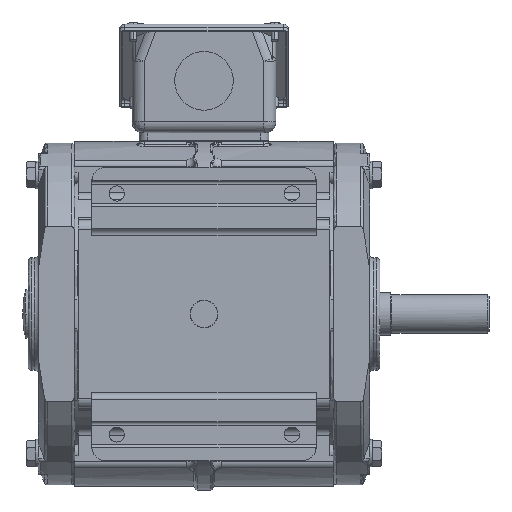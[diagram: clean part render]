
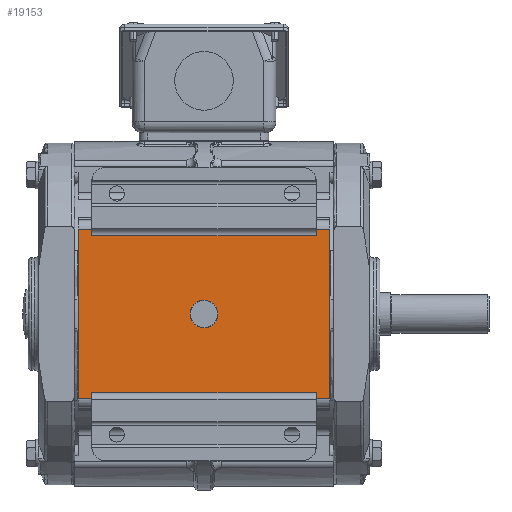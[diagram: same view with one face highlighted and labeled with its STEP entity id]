
A CAD part, front view. The second image highlights one B-rep face of the part: STEP entity #19153.
In plain terms, the highlighted planar face has unit normal (0, -1, 0).
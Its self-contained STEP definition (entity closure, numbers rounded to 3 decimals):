
#13949=CARTESIAN_POINT('Vertex',(-73.,-85.,-49.)) ;
#13952=CARTESIAN_POINT('Line Origine',(-73.,-85.,0.)) ;
#13956=CARTESIAN_POINT('Vertex',(-73.,-85.,49.)) ;
#14580=CARTESIAN_POINT('Vertex',(73.,-85.,49.)) ;
#14583=CARTESIAN_POINT('Line Origine',(73.,-85.,0.)) ;
#14587=CARTESIAN_POINT('Vertex',(73.,-85.,-49.)) ;
#18999=CARTESIAN_POINT('Vertex',(-65.,-85.,-49.)) ;
#19002=CARTESIAN_POINT('Line Origine',(75.,-85.,-49.)) ;
#19015=CARTESIAN_POINT('Axis2P3D Location',(75.,-85.,49.)) ;
#19020=CARTESIAN_POINT('Line Origine',(-65.,-85.,-47.251)) ;
#19024=CARTESIAN_POINT('Vertex',(-65.,-85.,-45.501)) ;
#19027=CARTESIAN_POINT('Line Origine',(0.,-85.,-45.501)) ;
#19031=CARTESIAN_POINT('Vertex',(65.,-85.,-45.501)) ;
#19034=CARTESIAN_POINT('Line Origine',(65.,-85.,-47.251)) ;
#19038=CARTESIAN_POINT('Vertex',(65.,-85.,-49.)) ;
#19041=CARTESIAN_POINT('Line Origine',(69.,-85.,-49.)) ;
#19046=CARTESIAN_POINT('Line Origine',(69.,-85.,49.)) ;
#19050=CARTESIAN_POINT('Vertex',(65.,-85.,49.)) ;
#19053=CARTESIAN_POINT('Line Origine',(65.,-85.,47.251)) ;
#19057=CARTESIAN_POINT('Vertex',(65.,-85.,45.501)) ;
#19060=CARTESIAN_POINT('Line Origine',(0.,-85.,45.501)) ;
#19064=CARTESIAN_POINT('Vertex',(-65.,-85.,45.501)) ;
#19067=CARTESIAN_POINT('Line Origine',(-65.,-85.,47.251)) ;
#19071=CARTESIAN_POINT('Vertex',(-65.,-85.,49.)) ;
#19074=CARTESIAN_POINT('Line Origine',(-69.,-85.,49.)) ;
#19094=CARTESIAN_POINT('Control Point',(8.,-85.,0.)) ;
#19095=CARTESIAN_POINT('Control Point',(8.,-85.,0.831)) ;
#19096=CARTESIAN_POINT('Control Point',(7.892,-85.,1.663)) ;
#19097=CARTESIAN_POINT('Control Point',(7.676,-85.,2.475)) ;
#19098=CARTESIAN_POINT('Control Point',(7.038,-85.,4.026)) ;
#19099=CARTESIAN_POINT('Control Point',(6.025,-85.,5.362)) ;
#19100=CARTESIAN_POINT('Control Point',(5.434,-85.,5.96)) ;
#19101=CARTESIAN_POINT('Control Point',(4.11,-85.,6.989)) ;
#19102=CARTESIAN_POINT('Control Point',(2.567,-85.,7.646)) ;
#19103=CARTESIAN_POINT('Control Point',(1.757,-85.,7.872)) ;
#19104=CARTESIAN_POINT('Control Point',(0.097,-85.,8.107)) ;
#19105=CARTESIAN_POINT('Control Point',(-1.568,-85.,7.911)) ;
#19106=CARTESIAN_POINT('Control Point',(-2.384,-85.,7.705)) ;
#19107=CARTESIAN_POINT('Control Point',(-3.942,-85.,7.085)) ;
#19108=CARTESIAN_POINT('Control Point',(-5.29,-85.,6.088)) ;
#19109=CARTESIAN_POINT('Control Point',(-5.895,-85.,5.504)) ;
#19110=CARTESIAN_POINT('Control Point',(-6.94,-85.,4.193)) ;
#19111=CARTESIAN_POINT('Control Point',(-7.615,-85.,2.658)) ;
#19112=CARTESIAN_POINT('Control Point',(-7.85,-85.,1.851)) ;
#19113=CARTESIAN_POINT('Control Point',(-7.984,-85.,0.984)) ;
#19114=CARTESIAN_POINT('Control Point',(-7.999,-85.,0.115)) ;
#19115=CARTESIAN_POINT('Control Point',(-8.,-85.,0.076)) ;
#19116=CARTESIAN_POINT('Control Point',(-8.,-85.,0.038)) ;
#19117=CARTESIAN_POINT('Control Point',(-8.,-85.,0.)) ;
#19118=CARTESIAN_POINT('Vertex',(8.,-85.,0.)) ;
#19120=CARTESIAN_POINT('Vertex',(-8.,-85.,0.)) ;
#19124=CARTESIAN_POINT('Control Point',(-8.,-85.,0.)) ;
#19125=CARTESIAN_POINT('Control Point',(-8.,-85.,-0.831)) ;
#19126=CARTESIAN_POINT('Control Point',(-7.892,-85.,-1.663)) ;
#19127=CARTESIAN_POINT('Control Point',(-7.676,-85.,-2.475)) ;
#19128=CARTESIAN_POINT('Control Point',(-7.038,-85.,-4.026)) ;
#19129=CARTESIAN_POINT('Control Point',(-6.025,-85.,-5.362)) ;
#19130=CARTESIAN_POINT('Control Point',(-5.434,-85.,-5.96)) ;
#19131=CARTESIAN_POINT('Control Point',(-4.11,-85.,-6.989)) ;
#19132=CARTESIAN_POINT('Control Point',(-2.567,-85.,-7.646)) ;
#19133=CARTESIAN_POINT('Control Point',(-1.757,-85.,-7.872)) ;
#19134=CARTESIAN_POINT('Control Point',(-0.097,-85.,-8.107)) ;
#19135=CARTESIAN_POINT('Control Point',(1.568,-85.,-7.911)) ;
#19136=CARTESIAN_POINT('Control Point',(2.384,-85.,-7.705)) ;
#19137=CARTESIAN_POINT('Control Point',(3.942,-85.,-7.085)) ;
#19138=CARTESIAN_POINT('Control Point',(5.29,-85.,-6.088)) ;
#19139=CARTESIAN_POINT('Control Point',(5.895,-85.,-5.504)) ;
#19140=CARTESIAN_POINT('Control Point',(6.94,-85.,-4.193)) ;
#19141=CARTESIAN_POINT('Control Point',(7.615,-85.,-2.658)) ;
#19142=CARTESIAN_POINT('Control Point',(7.85,-85.,-1.851)) ;
#19143=CARTESIAN_POINT('Control Point',(7.984,-85.,-0.984)) ;
#19144=CARTESIAN_POINT('Control Point',(7.999,-85.,-0.115)) ;
#19145=CARTESIAN_POINT('Control Point',(8.,-85.,-0.076)) ;
#19146=CARTESIAN_POINT('Control Point',(8.,-85.,-0.038)) ;
#19147=CARTESIAN_POINT('Control Point',(8.,-85.,0.)) ;
#13953=DIRECTION('Vector Direction',(0.,0.,1.)) ;
#14584=DIRECTION('Vector Direction',(0.,0.,-1.)) ;
#19003=DIRECTION('Vector Direction',(-1.,0.,0.)) ;
#19016=DIRECTION('Axis2P3D Direction',(-0.,1.,0.)) ;
#19017=DIRECTION('Axis2P3D XDirection',(1.,0.,0.)) ;
#19021=DIRECTION('Vector Direction',(0.,0.,-1.)) ;
#19028=DIRECTION('Vector Direction',(-1.,0.,0.)) ;
#19035=DIRECTION('Vector Direction',(0.,0.,-1.)) ;
#19042=DIRECTION('Vector Direction',(-1.,0.,0.)) ;
#19047=DIRECTION('Vector Direction',(-1.,0.,0.)) ;
#19054=DIRECTION('Vector Direction',(0.,0.,1.)) ;
#19061=DIRECTION('Vector Direction',(-1.,0.,0.)) ;
#19068=DIRECTION('Vector Direction',(0.,0.,1.)) ;
#19075=DIRECTION('Vector Direction',(-1.,0.,0.)) ;
#19018=AXIS2_PLACEMENT_3D('Plane Axis2P3D',#19015,#19016,#19017) ;
#19080=ORIENTED_EDGE('',*,*,#13958,.F.) ;
#19081=ORIENTED_EDGE('',*,*,#19006,.F.) ;
#19082=ORIENTED_EDGE('',*,*,#19026,.F.) ;
#19083=ORIENTED_EDGE('',*,*,#19033,.F.) ;
#19084=ORIENTED_EDGE('',*,*,#19040,.T.) ;
#19085=ORIENTED_EDGE('',*,*,#19045,.F.) ;
#19086=ORIENTED_EDGE('',*,*,#14589,.F.) ;
#19087=ORIENTED_EDGE('',*,*,#19052,.T.) ;
#19088=ORIENTED_EDGE('',*,*,#19059,.F.) ;
#19089=ORIENTED_EDGE('',*,*,#19066,.T.) ;
#19090=ORIENTED_EDGE('',*,*,#19073,.T.) ;
#19091=ORIENTED_EDGE('',*,*,#19078,.T.) ;
#19150=ORIENTED_EDGE('',*,*,#19122,.F.) ;
#19151=ORIENTED_EDGE('',*,*,#19148,.F.) ;
#19152=FACE_BOUND('',#19149,.T.) ;
#13954=VECTOR('Line Direction',#13953,1.) ;
#14585=VECTOR('Line Direction',#14584,1.) ;
#19004=VECTOR('Line Direction',#19003,1.) ;
#19022=VECTOR('Line Direction',#19021,1.) ;
#19029=VECTOR('Line Direction',#19028,1.) ;
#19036=VECTOR('Line Direction',#19035,1.) ;
#19043=VECTOR('Line Direction',#19042,1.) ;
#19048=VECTOR('Line Direction',#19047,1.) ;
#19055=VECTOR('Line Direction',#19054,1.) ;
#19062=VECTOR('Line Direction',#19061,1.) ;
#19069=VECTOR('Line Direction',#19068,1.) ;
#19076=VECTOR('Line Direction',#19075,1.) ;
#19153=ADVANCED_FACE('\X2\51434EF6672C9AD4\X0\',(#19092,#19152),#19019,.F.) ;
#19093=B_SPLINE_CURVE_WITH_KNOTS('',5,(#19094,#19095,#19096,#19097,#19098,#19099,#19100,#19101,#19102,#19103,#19104,#19105,#19106,#19107,#19108,#19109,#19110,#19111,#19112,#19113,#19114,#19115,#19116,#19117),.UNSPECIFIED.,.F.,.U.,(6,3,3,3,3,3,3,6),(0.,5.879,11.757,17.636,23.515,29.393,35.272,35.543),.UNSPECIFIED.) ;
#19123=B_SPLINE_CURVE_WITH_KNOTS('',5,(#19124,#19125,#19126,#19127,#19128,#19129,#19130,#19131,#19132,#19133,#19134,#19135,#19136,#19137,#19138,#19139,#19140,#19141,#19142,#19143,#19144,#19145,#19146,#19147),.UNSPECIFIED.,.F.,.U.,(6,3,3,3,3,3,3,6),(0.,5.879,11.757,17.636,23.515,29.393,35.272,35.543),.UNSPECIFIED.) ;
#13958=EDGE_CURVE('',#13950,#13957,#13955,.T.) ;
#14589=EDGE_CURVE('',#14581,#14588,#14586,.T.) ;
#19006=EDGE_CURVE('',#19000,#13950,#19005,.T.) ;
#19026=EDGE_CURVE('',#19025,#19000,#19023,.T.) ;
#19033=EDGE_CURVE('',#19032,#19025,#19030,.T.) ;
#19040=EDGE_CURVE('',#19032,#19039,#19037,.T.) ;
#19045=EDGE_CURVE('',#14588,#19039,#19044,.T.) ;
#19052=EDGE_CURVE('',#14581,#19051,#19049,.T.) ;
#19059=EDGE_CURVE('',#19058,#19051,#19056,.T.) ;
#19066=EDGE_CURVE('',#19058,#19065,#19063,.T.) ;
#19073=EDGE_CURVE('',#19065,#19072,#19070,.T.) ;
#19078=EDGE_CURVE('',#19072,#13957,#19077,.T.) ;
#19122=EDGE_CURVE('',#19119,#19121,#19093,.T.) ;
#19148=EDGE_CURVE('',#19121,#19119,#19123,.T.) ;
#19079=EDGE_LOOP('',(#19080,#19081,#19082,#19083,#19084,#19085,#19086,#19087,#19088,#19089,#19090,#19091)) ;
#19149=EDGE_LOOP('',(#19150,#19151)) ;
#19092=FACE_OUTER_BOUND('',#19079,.T.) ;
#13955=LINE('Line',#13952,#13954) ;
#14586=LINE('Line',#14583,#14585) ;
#19005=LINE('Line',#19002,#19004) ;
#19023=LINE('Line',#19020,#19022) ;
#19030=LINE('Line',#19027,#19029) ;
#19037=LINE('Line',#19034,#19036) ;
#19044=LINE('Line',#19041,#19043) ;
#19049=LINE('Line',#19046,#19048) ;
#19056=LINE('Line',#19053,#19055) ;
#19063=LINE('Line',#19060,#19062) ;
#19070=LINE('Line',#19067,#19069) ;
#19077=LINE('Line',#19074,#19076) ;
#19019=PLANE('',#19018) ;
#13950=VERTEX_POINT('',#13949) ;
#13957=VERTEX_POINT('',#13956) ;
#14581=VERTEX_POINT('',#14580) ;
#14588=VERTEX_POINT('',#14587) ;
#19000=VERTEX_POINT('',#18999) ;
#19025=VERTEX_POINT('',#19024) ;
#19032=VERTEX_POINT('',#19031) ;
#19039=VERTEX_POINT('',#19038) ;
#19051=VERTEX_POINT('',#19050) ;
#19058=VERTEX_POINT('',#19057) ;
#19065=VERTEX_POINT('',#19064) ;
#19072=VERTEX_POINT('',#19071) ;
#19119=VERTEX_POINT('',#19118) ;
#19121=VERTEX_POINT('',#19120) ;
